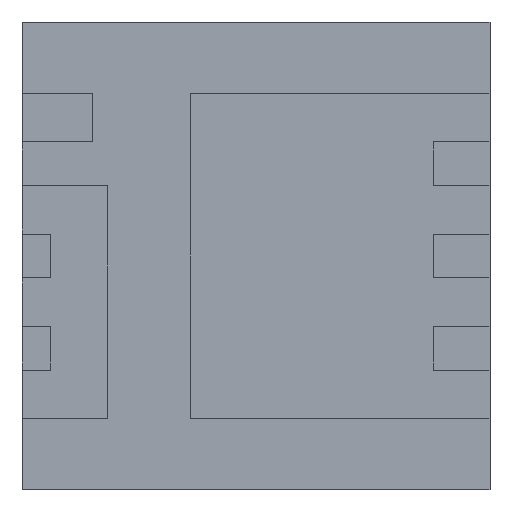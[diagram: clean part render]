
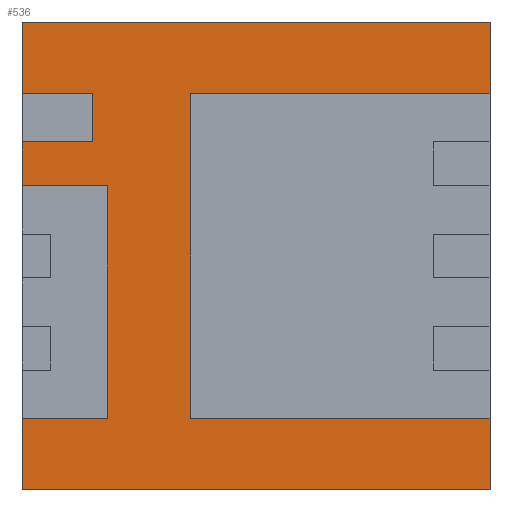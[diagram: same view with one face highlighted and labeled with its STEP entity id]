
A CAD part, front view. The second image highlights one B-rep face of the part: STEP entity #536.
In plain terms, the highlighted planar face has unit normal (0, -1, 0).
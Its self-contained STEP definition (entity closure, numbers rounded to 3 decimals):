
#1 = CARTESIAN_POINT ( 'NONE',  ( -1.15, 0., 0.805 ) ) ;
#14 = LINE ( 'NONE', #2220, #1966 ) ;
#15 = CARTESIAN_POINT ( 'NONE',  ( -0.46, 0., 1.145 ) ) ;
#19 = LINE ( 'NONE', #642, #1514 ) ;
#79 = LINE ( 'NONE', #1118, #1929 ) ;
#86 = VERTEX_POINT ( 'NONE', #1647 ) ;
#91 = LINE ( 'NONE', #2382, #1634 ) ;
#95 = LINE ( 'NONE', #2321, #359 ) ;
#116 = CARTESIAN_POINT ( 'NONE',  ( -1.65, 0., -1.145 ) ) ;
#133 = CARTESIAN_POINT ( 'NONE',  ( -1.65, 0., 0.495 ) ) ;
#160 = CARTESIAN_POINT ( 'NONE',  ( -1.15, 0., 1.145 ) ) ;
#181 = CARTESIAN_POINT ( 'NONE',  ( -1.65, 0., 1.65 ) ) ;
#183 = VERTEX_POINT ( 'NONE', #461 ) ;
#193 = VERTEX_POINT ( 'NONE', #2487 ) ;
#255 = VERTEX_POINT ( 'NONE', #2063 ) ;
#264 = VERTEX_POINT ( 'NONE', #1529 ) ;
#278 = CARTESIAN_POINT ( 'NONE',  ( 0., 0., 0. ) ) ;
#283 = VECTOR ( 'NONE', #382, 1000. ) ;
#297 = LINE ( 'NONE', #1113, #1510 ) ;
#350 = ORIENTED_EDGE ( 'NONE', *, *, #1869, .F. ) ;
#359 = VECTOR ( 'NONE', #1754, 1000. ) ;
#372 = DIRECTION ( 'NONE',  ( -1., 0., 0. ) ) ;
#382 = DIRECTION ( 'NONE',  ( 1., 0., 0. ) ) ;
#386 = VERTEX_POINT ( 'NONE', #1774 ) ;
#411 = ORIENTED_EDGE ( 'NONE', *, *, #2538, .F. ) ;
#423 = DIRECTION ( 'NONE',  ( 0., 0., 1. ) ) ;
#450 = VECTOR ( 'NONE', #473, 1000. ) ;
#459 = VECTOR ( 'NONE', #824, 1000. ) ;
#461 = CARTESIAN_POINT ( 'NONE',  ( -1.65, 0., 0.805 ) ) ;
#473 = DIRECTION ( 'NONE',  ( -1., 0., 0. ) ) ;
#488 = ORIENTED_EDGE ( 'NONE', *, *, #1892, .F. ) ;
#511 = ORIENTED_EDGE ( 'NONE', *, *, #1468, .F. ) ;
#536 = ADVANCED_FACE ( 'NONE', ( #866 ), #1293, .T. ) ;
#560 = CARTESIAN_POINT ( 'NONE',  ( -0.46, 0., -1.145 ) ) ;
#642 = CARTESIAN_POINT ( 'NONE',  ( 1.65, 0., -1.65 ) ) ;
#689 = DIRECTION ( 'NONE',  ( -1., 0., 0. ) ) ;
#704 = CARTESIAN_POINT ( 'NONE',  ( 1.65, 0., -1.145 ) ) ;
#781 = ORIENTED_EDGE ( 'NONE', *, *, #2591, .F. ) ;
#796 = VECTOR ( 'NONE', #2301, 1000. ) ;
#808 = VERTEX_POINT ( 'NONE', #15 ) ;
#810 = EDGE_CURVE ( 'NONE', #183, #1149, #1623, .T. ) ;
#824 = DIRECTION ( 'NONE',  ( 1., 0., 0. ) ) ;
#840 = VECTOR ( 'NONE', #953, 1000. ) ;
#866 = FACE_OUTER_BOUND ( 'NONE', #2570, .T. ) ;
#895 = ORIENTED_EDGE ( 'NONE', *, *, #2323, .F. ) ;
#953 = DIRECTION ( 'NONE',  ( 0., 0., -1. ) ) ;
#969 = VECTOR ( 'NONE', #1361, 1000. ) ;
#976 = CARTESIAN_POINT ( 'NONE',  ( -1.65, 0., -1.65 ) ) ;
#1047 = VECTOR ( 'NONE', #2039, 1000. ) ;
#1095 = VECTOR ( 'NONE', #2120, 1000. ) ;
#1103 = VERTEX_POINT ( 'NONE', #1780 ) ;
#1113 = CARTESIAN_POINT ( 'NONE',  ( -1.05, 0., -1.145 ) ) ;
#1118 = CARTESIAN_POINT ( 'NONE',  ( -1.65, 0., 0.495 ) ) ;
#1149 = VERTEX_POINT ( 'NONE', #1 ) ;
#1270 = DIRECTION ( 'NONE',  ( 0., 0., 1. ) ) ;
#1293 = PLANE ( 'NONE',  #2167 ) ;
#1335 = EDGE_CURVE ( 'NONE', #1103, #1646, #79, .T. ) ;
#1337 = LINE ( 'NONE', #2073, #1095 ) ;
#1361 = DIRECTION ( 'NONE',  ( -1., 0., 0. ) ) ;
#1375 = CARTESIAN_POINT ( 'NONE',  ( -1.65, 0., -1.65 ) ) ;
#1383 = LINE ( 'NONE', #2556, #969 ) ;
#1465 = VERTEX_POINT ( 'NONE', #1738 ) ;
#1468 = EDGE_CURVE ( 'NONE', #1913, #193, #1337, .T. ) ;
#1482 = DIRECTION ( 'NONE',  ( 0., -1., 0. ) ) ;
#1499 = EDGE_CURVE ( 'NONE', #255, #1103, #91, .T. ) ;
#1503 = VERTEX_POINT ( 'NONE', #181 ) ;
#1510 = VECTOR ( 'NONE', #1511, 1000. ) ;
#1511 = DIRECTION ( 'NONE',  ( 1., 0., 0. ) ) ;
#1514 = VECTOR ( 'NONE', #372, 1000. ) ;
#1529 = CARTESIAN_POINT ( 'NONE',  ( -1.65, 0., 1.145 ) ) ;
#1573 = EDGE_CURVE ( 'NONE', #1861, #264, #1383, .T. ) ;
#1585 = LINE ( 'NONE', #2573, #283 ) ;
#1606 = ORIENTED_EDGE ( 'NONE', *, *, #1573, .F. ) ;
#1623 = LINE ( 'NONE', #2058, #459 ) ;
#1634 = VECTOR ( 'NONE', #1973, 1000. ) ;
#1646 = VERTEX_POINT ( 'NONE', #133 ) ;
#1647 = CARTESIAN_POINT ( 'NONE',  ( 1.65, 0., 1.145 ) ) ;
#1687 = EDGE_CURVE ( 'NONE', #1810, #2101, #95, .T. ) ;
#1708 = ORIENTED_EDGE ( 'NONE', *, *, #810, .F. ) ;
#1721 = CARTESIAN_POINT ( 'NONE',  ( 1.65, 0., -1.65 ) ) ;
#1738 = CARTESIAN_POINT ( 'NONE',  ( -0.46, 0., -1.145 ) ) ;
#1745 = ORIENTED_EDGE ( 'NONE', *, *, #2395, .F. ) ;
#1754 = DIRECTION ( 'NONE',  ( 0., 0., 1. ) ) ;
#1774 = CARTESIAN_POINT ( 'NONE',  ( 1.65, 0., 1.65 ) ) ;
#1780 = CARTESIAN_POINT ( 'NONE',  ( -1.05, 0., 0.495 ) ) ;
#1796 = VECTOR ( 'NONE', #2503, 1000. ) ;
#1803 = ORIENTED_EDGE ( 'NONE', *, *, #2021, .F. ) ;
#1810 = VERTEX_POINT ( 'NONE', #1375 ) ;
#1821 = DIRECTION ( 'NONE',  ( 0., 0., 1. ) ) ;
#1857 = LINE ( 'NONE', #2453, #450 ) ;
#1861 = VERTEX_POINT ( 'NONE', #160 ) ;
#1869 = EDGE_CURVE ( 'NONE', #1646, #183, #2569, .T. ) ;
#1892 = EDGE_CURVE ( 'NONE', #86, #808, #1857, .T. ) ;
#1900 = ORIENTED_EDGE ( 'NONE', *, *, #2230, .F. ) ;
#1913 = VERTEX_POINT ( 'NONE', #2231 ) ;
#1929 = VECTOR ( 'NONE', #689, 1000. ) ;
#1962 = ORIENTED_EDGE ( 'NONE', *, *, #1335, .F. ) ;
#1966 = VECTOR ( 'NONE', #423, 1000. ) ;
#1972 = CARTESIAN_POINT ( 'NONE',  ( -1.65, 0., -1.65 ) ) ;
#1973 = DIRECTION ( 'NONE',  ( 0., 0., 1. ) ) ;
#2021 = EDGE_CURVE ( 'NONE', #1149, #1861, #14, .T. ) ;
#2023 = LINE ( 'NONE', #1972, #2056 ) ;
#2035 = ORIENTED_EDGE ( 'NONE', *, *, #2061, .F. ) ;
#2039 = DIRECTION ( 'NONE',  ( 0., 0., 1. ) ) ;
#2056 = VECTOR ( 'NONE', #1821, 1000. ) ;
#2058 = CARTESIAN_POINT ( 'NONE',  ( -1.65, 0., 0.805 ) ) ;
#2061 = EDGE_CURVE ( 'NONE', #1465, #1913, #2111, .T. ) ;
#2063 = CARTESIAN_POINT ( 'NONE',  ( -1.05, 0., -1.145 ) ) ;
#2073 = CARTESIAN_POINT ( 'NONE',  ( 1.65, 0., -1.65 ) ) ;
#2083 = ORIENTED_EDGE ( 'NONE', *, *, #1499, .F. ) ;
#2101 = VERTEX_POINT ( 'NONE', #116 ) ;
#2111 = LINE ( 'NONE', #704, #1796 ) ;
#2120 = DIRECTION ( 'NONE',  ( 0., 0., -1. ) ) ;
#2136 = LINE ( 'NONE', #560, #840 ) ;
#2167 = AXIS2_PLACEMENT_3D ( 'NONE', #278, #1482, #1270 ) ;
#2220 = CARTESIAN_POINT ( 'NONE',  ( -1.15, 0., 0.805 ) ) ;
#2230 = EDGE_CURVE ( 'NONE', #2101, #255, #297, .T. ) ;
#2231 = CARTESIAN_POINT ( 'NONE',  ( 1.65, 0., -1.145 ) ) ;
#2235 = EDGE_CURVE ( 'NONE', #386, #86, #2322, .T. ) ;
#2249 = ORIENTED_EDGE ( 'NONE', *, *, #1687, .F. ) ;
#2301 = DIRECTION ( 'NONE',  ( 0., 0., -1. ) ) ;
#2321 = CARTESIAN_POINT ( 'NONE',  ( -1.65, 0., -1.65 ) ) ;
#2322 = LINE ( 'NONE', #1721, #796 ) ;
#2323 = EDGE_CURVE ( 'NONE', #1503, #386, #1585, .T. ) ;
#2382 = CARTESIAN_POINT ( 'NONE',  ( -1.05, 0., 0.495 ) ) ;
#2395 = EDGE_CURVE ( 'NONE', #808, #1465, #2136, .T. ) ;
#2453 = CARTESIAN_POINT ( 'NONE',  ( -0.46, 0., 1.145 ) ) ;
#2487 = CARTESIAN_POINT ( 'NONE',  ( 1.65, 0., -1.65 ) ) ;
#2503 = DIRECTION ( 'NONE',  ( 1., 0., 0. ) ) ;
#2538 = EDGE_CURVE ( 'NONE', #264, #1503, #2023, .T. ) ;
#2541 = ORIENTED_EDGE ( 'NONE', *, *, #2235, .F. ) ;
#2556 = CARTESIAN_POINT ( 'NONE',  ( -1.65, 0., 1.145 ) ) ;
#2569 = LINE ( 'NONE', #976, #1047 ) ;
#2570 = EDGE_LOOP ( 'NONE', ( #2035, #1745, #488, #2541, #895, #411, #1606, #1803, #1708, #350, #1962, #2083, #1900, #2249, #781, #511 ) ) ;
#2573 = CARTESIAN_POINT ( 'NONE',  ( 1.65, 0., 1.65 ) ) ;
#2591 = EDGE_CURVE ( 'NONE', #193, #1810, #19, .T. ) ;
